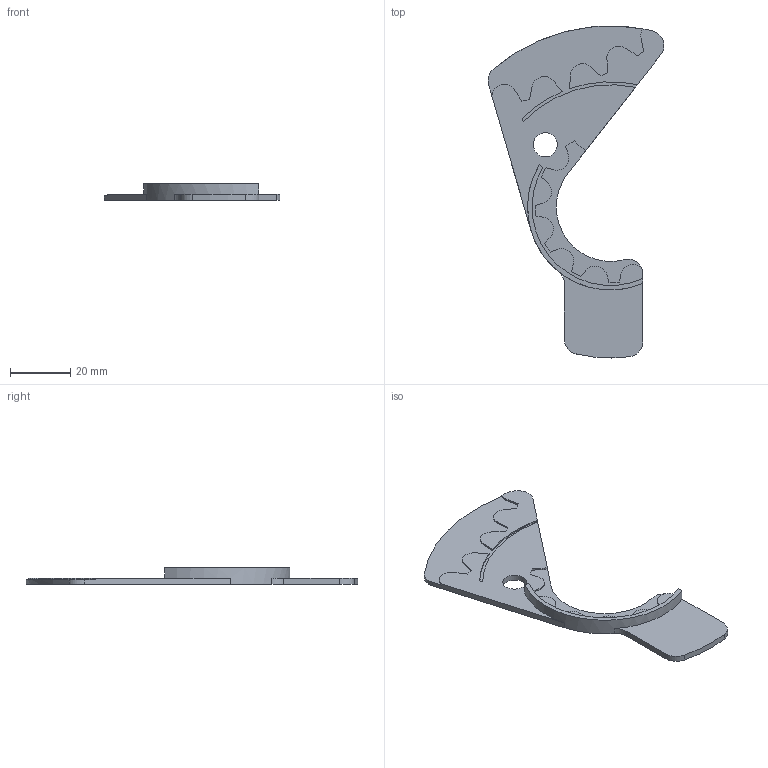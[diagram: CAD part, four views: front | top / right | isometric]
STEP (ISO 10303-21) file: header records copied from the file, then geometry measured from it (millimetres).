
FILE_DESCRIPTION(/* description */ (''),/* implementation_level */ '2;1');
FILE_NAME(/* name */ 'db7839d8-a053-42c9-9e13-9abb25ff4674.stp',/* time_stamp */ '2018-07-20T18:24:56+02:00',/* author */ ('manuel.paulin'),/* organization */ (''),/* preprocessor_version */ 'ST-DEVELOPER v17',/* originating_system */ 'Autodesk Translation Framework v7.1.0.215',/* authorisation */ '');
FILE_SCHEMA (('AUTOMOTIVE_DESIGN { 1 0 10303 214 3 1 1 }'));
Length unit declared in the file: millimetre
Products named in the file (1): SRAM ADJUSTMENT TOOL
Bounding box: 58.29 x 109.97 x 5.5 mm (x, y, z)
Volume: 5849.9 mm3; surface area: 7203.2 mm2
Topology: 1 solids, 1 shells, 71 faces, 207 edges, 138 vertices
Faces by surface type: cylinder 36, plane 35
Full cylindrical faces by diameter (mm): 8 x1
Entity records: 2414 total; most frequent: DIRECTION 427, CARTESIAN_POINT 417, ORIENTED_EDGE 414, EDGE_CURVE 207, AXIS2_PLACEMENT_3D 148, VERTEX_POINT 138, LINE 131, VECTOR 131
